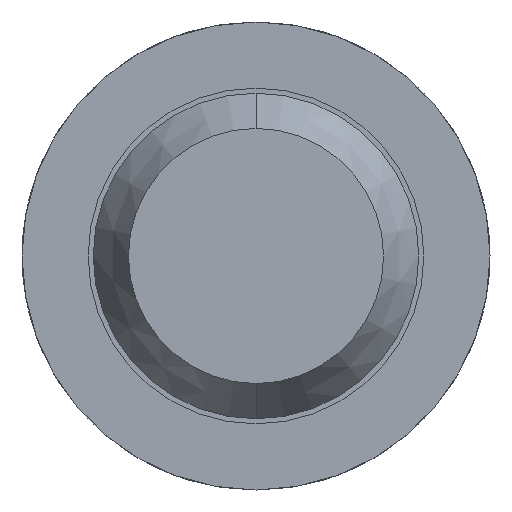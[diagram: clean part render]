
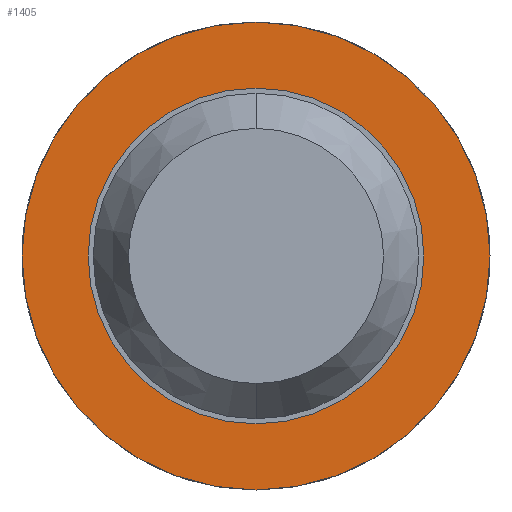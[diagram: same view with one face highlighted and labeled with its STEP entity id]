
A CAD part, front view. The second image highlights one B-rep face of the part: STEP entity #1405.
In plain terms, the highlighted planar face has unit normal (0, -1, 0).
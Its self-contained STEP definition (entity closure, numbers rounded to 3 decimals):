
#10 = PLANE ( 'NONE',  #2803 ) ;
#32 = DIRECTION ( 'NONE',  ( 0., 0., 1. ) ) ;
#49 = CARTESIAN_POINT ( 'NONE',  ( 0., -1.7, 0. ) ) ;
#81 = VERTEX_POINT ( 'NONE', #3379 ) ;
#90 = DIRECTION ( 'NONE',  ( 0., 0., 1. ) ) ;
#208 = ORIENTED_EDGE ( 'NONE', *, *, #1594, .F. ) ;
#253 = VERTEX_POINT ( 'NONE', #1501 ) ;
#579 = AXIS2_PLACEMENT_3D ( 'NONE', #3532, #672, #1671 ) ;
#613 = FACE_BOUND ( 'NONE', #857, .T. ) ;
#672 = DIRECTION ( 'NONE',  ( 0., 1., 0. ) ) ;
#685 = ORIENTED_EDGE ( 'NONE', *, *, #1575, .T. ) ;
#720 = EDGE_CURVE ( 'Defeature ausgef�hrt2_14+Defeature ausgef�hrt2_13+Defeature ausgef�hrt2_13+Defeature ausgef�hrt2_13', #2086, #253, #1142, .T. ) ;
#749 = CIRCLE ( 'NONE', #2212, 1.15 ) ;
#799 = CARTESIAN_POINT ( 'NONE',  ( 0., -1.7, 1.15 ) ) ;
#857 = EDGE_LOOP ( 'NONE', ( #685, #2711 ) ) ;
#895 = VERTEX_POINT ( 'NONE', #799 ) ;
#1028 = AXIS2_PLACEMENT_3D ( 'NONE', #1393, #1080, #32 ) ;
#1080 = DIRECTION ( 'NONE',  ( 0., 1., 0. ) ) ;
#1142 = CIRCLE ( 'NONE', #3484, 0.825 ) ;
#1393 = CARTESIAN_POINT ( 'NONE',  ( 0., -1.7, 0. ) ) ;
#1405 = ADVANCED_FACE ( 'Defeature ausgef�hrt2_14', ( #3112, #613 ), #10, .F. ) ;
#1501 = CARTESIAN_POINT ( 'NONE',  ( 0., -1.7, 0.825 ) ) ;
#1575 = EDGE_CURVE ( 'Defeature ausgef�hrt2_14+Defeature ausgef�hrt2_13+Defeature ausgef�hrt2_13+Defeature ausgef�hrt2_13', #253, #2086, #2827, .T. ) ;
#1594 = EDGE_CURVE ( 'Defeature ausgef�hrt2_10+Defeature ausgef�hrt2_14+Defeature ausgef�hrt2_14+Defeature ausgef�hrt2_14', #895, #81, #3368, .T. ) ;
#1671 = DIRECTION ( 'NONE',  ( 0., 0., 1. ) ) ;
#1694 = DIRECTION ( 'NONE',  ( 0., 1., 0. ) ) ;
#1920 = DIRECTION ( 'NONE',  ( 0., 1., 0. ) ) ;
#2086 = VERTEX_POINT ( 'NONE', #2328 ) ;
#2212 = AXIS2_PLACEMENT_3D ( 'NONE', #49, #1694, #90 ) ;
#2328 = CARTESIAN_POINT ( 'NONE',  ( 0., -1.7, -0.825 ) ) ;
#2478 = DIRECTION ( 'NONE',  ( 0., 0., 1. ) ) ;
#2648 = DIRECTION ( 'NONE',  ( 0., 0., 1. ) ) ;
#2711 = ORIENTED_EDGE ( 'NONE', *, *, #720, .T. ) ;
#2803 = AXIS2_PLACEMENT_3D ( 'NONE', #2875, #1920, #2478 ) ;
#2827 = CIRCLE ( 'NONE', #579, 0.825 ) ;
#2875 = CARTESIAN_POINT ( 'NONE',  ( 0.825, -1.7, 0. ) ) ;
#3112 = FACE_OUTER_BOUND ( 'NONE', #3823, .T. ) ;
#3230 = EDGE_CURVE ( 'Defeature ausgef�hrt2_10+Defeature ausgef�hrt2_14+Defeature ausgef�hrt2_14+Defeature ausgef�hrt2_14', #81, #895, #749, .T. ) ;
#3368 = CIRCLE ( 'NONE', #1028, 1.15 ) ;
#3379 = CARTESIAN_POINT ( 'NONE',  ( 0., -1.7, -1.15 ) ) ;
#3424 = ORIENTED_EDGE ( 'NONE', *, *, #3230, .F. ) ;
#3484 = AXIS2_PLACEMENT_3D ( 'NONE', #3581, #3872, #2648 ) ;
#3532 = CARTESIAN_POINT ( 'NONE',  ( 0., -1.7, 0. ) ) ;
#3581 = CARTESIAN_POINT ( 'NONE',  ( 0., -1.7, 0. ) ) ;
#3823 = EDGE_LOOP ( 'NONE', ( #208, #3424 ) ) ;
#3872 = DIRECTION ( 'NONE',  ( 0., 1., 0. ) ) ;
